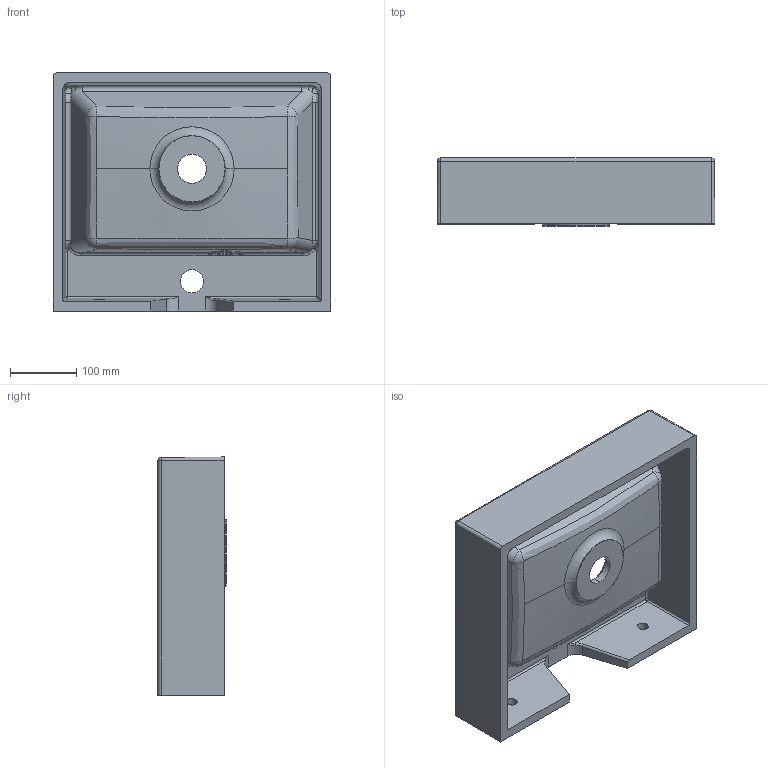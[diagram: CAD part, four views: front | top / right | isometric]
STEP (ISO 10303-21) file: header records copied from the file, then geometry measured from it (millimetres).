
FILE_DESCRIPTION (( 'STEP AP203' ), '1' );
FILE_NAME ('6229040411.step', '2020-12-18T12:30:12', ( 'admin' ), ( '' ), 'SwSTEP 2.0', 'SolidWorks 2019', '' );
FILE_SCHEMA (( 'CONFIG_CONTROL_DESIGN' ));
Length unit declared in the file: millimetre
Products named in the file (1): 6229040411
Bounding box: 420 x 103 x 360 mm (x, y, z)
Volume: 4745857.6 mm3; surface area: 650584.2 mm2
Topology: 1 solids, 1 shells, 149 faces, 360 edges, 200 vertices
Faces by surface type: cylinder 53, bspline 44, plane 24, sphere 12, torus 8, cone 8
Entity records: 6368 total; most frequent: CARTESIAN_POINT 3241, ORIENTED_EDGE 694, DIRECTION 584, EDGE_CURVE 347, AXIS2_PLACEMENT_3D 234, VERTEX_POINT 200, EDGE_LOOP 159, ADVANCED_FACE 149
